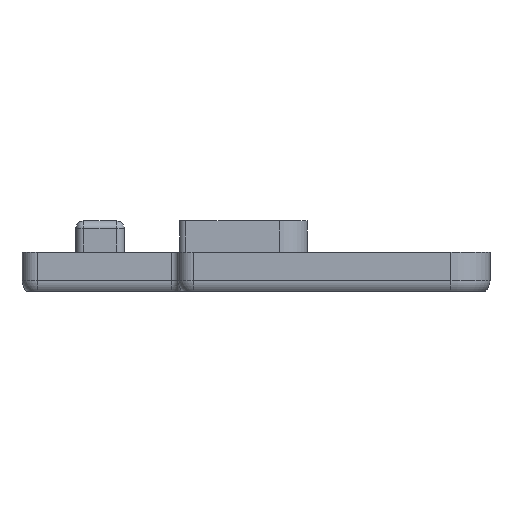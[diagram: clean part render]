
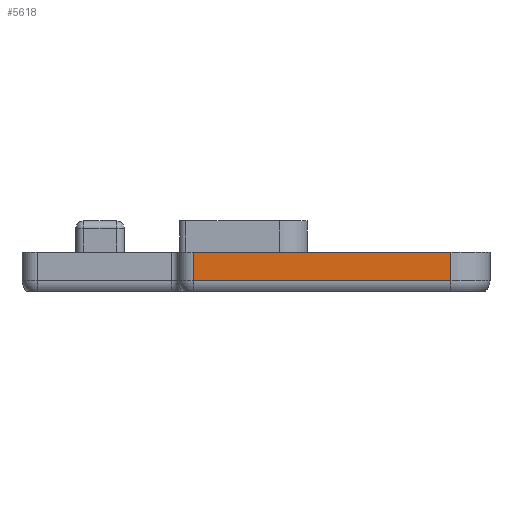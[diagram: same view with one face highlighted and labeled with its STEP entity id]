
A CAD part, front view. The second image highlights one B-rep face of the part: STEP entity #5618.
In plain terms, the highlighted planar face has unit normal (0, -1, 0).
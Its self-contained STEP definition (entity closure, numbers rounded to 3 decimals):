
#553 = CYLINDRICAL_SURFACE('',#554,2.);
#554 = AXIS2_PLACEMENT_3D('',#555,#556,#557);
#555 = CARTESIAN_POINT('',(55.,2.,1.41));
#556 = DIRECTION('',(-1.,0.,0.));
#557 = DIRECTION('',(0.,0.,-1.));
#2912 = VERTEX_POINT('',#2913);
#2913 = CARTESIAN_POINT('',(22.,0.,1.41));
#2950 = CYLINDRICAL_SURFACE('',#2951,2.);
#2951 = AXIS2_PLACEMENT_3D('',#2952,#2953,#2954);
#2952 = CARTESIAN_POINT('',(22.,2.,-0.59));
#2953 = DIRECTION('',(-0.,-0.,-1.));
#2954 = DIRECTION('',(1.,0.,0.));
#3021 = VERTEX_POINT('',#3022);
#3022 = CARTESIAN_POINT('',(55.,0.,1.41));
#3042 = EDGE_CURVE('',#3021,#2912,#3043,.T.);
#3043 = SURFACE_CURVE('',#3044,(#3048,#3055),.PCURVE_S1.);
#3044 = LINE('',#3045,#3046);
#3045 = CARTESIAN_POINT('',(55.,0.,1.41));
#3046 = VECTOR('',#3047,1.);
#3047 = DIRECTION('',(-1.,0.,0.));
#3048 = PCURVE('',#553,#3049);
#3049 = DEFINITIONAL_REPRESENTATION('',(#3050),#3054);
#3050 = LINE('',#3051,#3052);
#3051 = CARTESIAN_POINT('',(1.571,0.));
#3052 = VECTOR('',#3053,1.);
#3053 = DIRECTION('',(0.,1.));
#3054 = ( GEOMETRIC_REPRESENTATION_CONTEXT(2) 
PARAMETRIC_REPRESENTATION_CONTEXT() REPRESENTATION_CONTEXT('2D SPACE',''
  ) );
#3055 = PCURVE('',#3056,#3061);
#3056 = PLANE('',#3057);
#3057 = AXIS2_PLACEMENT_3D('',#3058,#3059,#3060);
#3058 = CARTESIAN_POINT('',(38.5,0.,2.205));
#3059 = DIRECTION('',(-0.,-1.,-0.));
#3060 = DIRECTION('',(0.,0.,-1.));
#3061 = DEFINITIONAL_REPRESENTATION('',(#3062),#3066);
#3062 = LINE('',#3063,#3064);
#3063 = CARTESIAN_POINT('',(0.795,16.5));
#3064 = VECTOR('',#3065,1.);
#3065 = DIRECTION('',(0.,-1.));
#3066 = ( GEOMETRIC_REPRESENTATION_CONTEXT(2) 
PARAMETRIC_REPRESENTATION_CONTEXT() REPRESENTATION_CONTEXT('2D SPACE',''
  ) );
#3144 = CYLINDRICAL_SURFACE('',#3145,5.);
#3145 = AXIS2_PLACEMENT_3D('',#3146,#3147,#3148);
#3146 = CARTESIAN_POINT('',(55.,5.,-0.59));
#3147 = DIRECTION('',(-0.,-0.,-1.));
#3148 = DIRECTION('',(1.,0.,0.));
#5353 = PLANE('',#5354);
#5354 = AXIS2_PLACEMENT_3D('',#5355,#5356,#5357);
#5355 = CARTESIAN_POINT('',(32.703,28.153,5.));
#5356 = DIRECTION('',(0.,0.,1.));
#5357 = DIRECTION('',(1.,0.,0.));
#5522 = EDGE_CURVE('',#2912,#5523,#5525,.T.);
#5523 = VERTEX_POINT('',#5524);
#5524 = CARTESIAN_POINT('',(22.,0.,5.));
#5525 = SURFACE_CURVE('',#5526,(#5530,#5537),.PCURVE_S1.);
#5526 = LINE('',#5527,#5528);
#5527 = CARTESIAN_POINT('',(22.,0.,1.6));
#5528 = VECTOR('',#5529,1.);
#5529 = DIRECTION('',(0.,0.,1.));
#5530 = PCURVE('',#2950,#5531);
#5531 = DEFINITIONAL_REPRESENTATION('',(#5532),#5536);
#5532 = LINE('',#5533,#5534);
#5533 = CARTESIAN_POINT('',(-4.712,-2.19));
#5534 = VECTOR('',#5535,1.);
#5535 = DIRECTION('',(-0.,-1.));
#5536 = ( GEOMETRIC_REPRESENTATION_CONTEXT(2) 
PARAMETRIC_REPRESENTATION_CONTEXT() REPRESENTATION_CONTEXT('2D SPACE',''
  ) );
#5537 = PCURVE('',#3056,#5538);
#5538 = DEFINITIONAL_REPRESENTATION('',(#5539),#5543);
#5539 = LINE('',#5540,#5541);
#5540 = CARTESIAN_POINT('',(0.605,-16.5));
#5541 = VECTOR('',#5542,1.);
#5542 = DIRECTION('',(-1.,0.));
#5543 = ( GEOMETRIC_REPRESENTATION_CONTEXT(2) 
PARAMETRIC_REPRESENTATION_CONTEXT() REPRESENTATION_CONTEXT('2D SPACE',''
  ) );
#5618 = ADVANCED_FACE('',(#5619),#3056,.T.);
#5619 = FACE_BOUND('',#5620,.T.);
#5620 = EDGE_LOOP('',(#5621,#5644,#5665,#5666));
#5621 = ORIENTED_EDGE('',*,*,#5622,.T.);
#5622 = EDGE_CURVE('',#3021,#5623,#5625,.T.);
#5623 = VERTEX_POINT('',#5624);
#5624 = CARTESIAN_POINT('',(55.,0.,5.));
#5625 = SURFACE_CURVE('',#5626,(#5630,#5637),.PCURVE_S1.);
#5626 = LINE('',#5627,#5628);
#5627 = CARTESIAN_POINT('',(55.,0.,-0.59));
#5628 = VECTOR('',#5629,1.);
#5629 = DIRECTION('',(0.,0.,1.));
#5630 = PCURVE('',#3056,#5631);
#5631 = DEFINITIONAL_REPRESENTATION('',(#5632),#5636);
#5632 = LINE('',#5633,#5634);
#5633 = CARTESIAN_POINT('',(2.795,16.5));
#5634 = VECTOR('',#5635,1.);
#5635 = DIRECTION('',(-1.,0.));
#5636 = ( GEOMETRIC_REPRESENTATION_CONTEXT(2) 
PARAMETRIC_REPRESENTATION_CONTEXT() REPRESENTATION_CONTEXT('2D SPACE',''
  ) );
#5637 = PCURVE('',#3144,#5638);
#5638 = DEFINITIONAL_REPRESENTATION('',(#5639),#5643);
#5639 = LINE('',#5640,#5641);
#5640 = CARTESIAN_POINT('',(-4.712,0.));
#5641 = VECTOR('',#5642,1.);
#5642 = DIRECTION('',(-0.,-1.));
#5643 = ( GEOMETRIC_REPRESENTATION_CONTEXT(2) 
PARAMETRIC_REPRESENTATION_CONTEXT() REPRESENTATION_CONTEXT('2D SPACE',''
  ) );
#5644 = ORIENTED_EDGE('',*,*,#5645,.T.);
#5645 = EDGE_CURVE('',#5623,#5523,#5646,.T.);
#5646 = SURFACE_CURVE('',#5647,(#5651,#5658),.PCURVE_S1.);
#5647 = LINE('',#5648,#5649);
#5648 = CARTESIAN_POINT('',(55.,0.,5.));
#5649 = VECTOR('',#5650,1.);
#5650 = DIRECTION('',(-1.,0.,0.));
#5651 = PCURVE('',#3056,#5652);
#5652 = DEFINITIONAL_REPRESENTATION('',(#5653),#5657);
#5653 = LINE('',#5654,#5655);
#5654 = CARTESIAN_POINT('',(-2.795,16.5));
#5655 = VECTOR('',#5656,1.);
#5656 = DIRECTION('',(0.,-1.));
#5657 = ( GEOMETRIC_REPRESENTATION_CONTEXT(2) 
PARAMETRIC_REPRESENTATION_CONTEXT() REPRESENTATION_CONTEXT('2D SPACE',''
  ) );
#5658 = PCURVE('',#5353,#5659);
#5659 = DEFINITIONAL_REPRESENTATION('',(#5660),#5664);
#5660 = LINE('',#5661,#5662);
#5661 = CARTESIAN_POINT('',(22.297,-28.153));
#5662 = VECTOR('',#5663,1.);
#5663 = DIRECTION('',(-1.,0.));
#5664 = ( GEOMETRIC_REPRESENTATION_CONTEXT(2) 
PARAMETRIC_REPRESENTATION_CONTEXT() REPRESENTATION_CONTEXT('2D SPACE',''
  ) );
#5665 = ORIENTED_EDGE('',*,*,#5522,.F.);
#5666 = ORIENTED_EDGE('',*,*,#3042,.F.);
